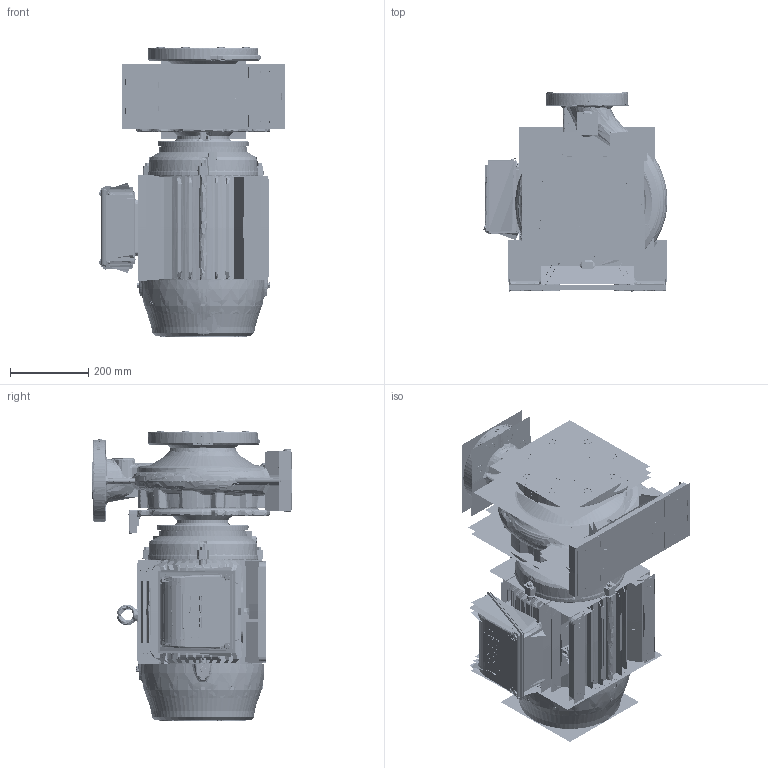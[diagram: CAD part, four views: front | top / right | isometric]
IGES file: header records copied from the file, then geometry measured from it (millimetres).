
Start section:  PTC IGES file: 87231763-00.igs
Global section: file name: 87231763-00.igs; native system: Creo Parametric by PTC Inc.; preprocessor: 2021063; author: santl04; organization: Unknown; date: 20210909.100644; units: millimetre
Bounding box: 473.31 x 510.39 x 737.73 mm (x, y, z)
Volume: 111557575 mm3; surface area: 41050122.9 mm2
Topology: 7 solids, 8 shells, 11154 faces, 60993 edges, 79561 vertices
Faces by surface type: bspline 7728, revolution 3406, extrusion 20
